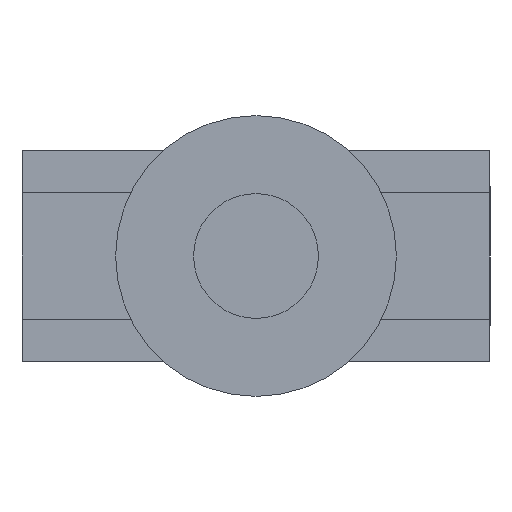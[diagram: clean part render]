
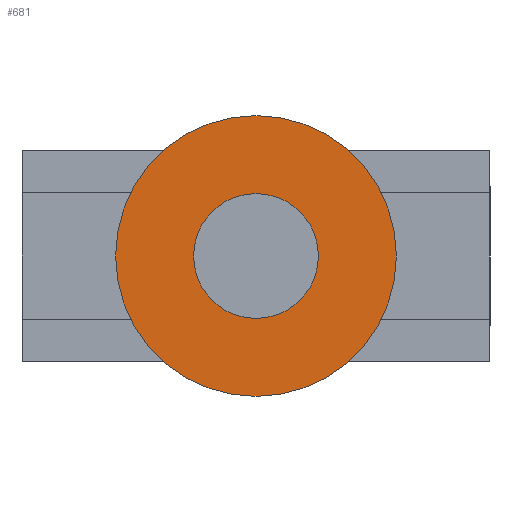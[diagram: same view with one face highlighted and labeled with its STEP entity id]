
A CAD part, left-side view. The second image highlights one B-rep face of the part: STEP entity #681.
In plain terms, the highlighted planar face has unit normal (-1, 0, 0).
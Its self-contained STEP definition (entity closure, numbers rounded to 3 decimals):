
#119=PLANE($,#751);
#156=FACE_BOUND($,#251,.T.);
#192=FACE_OUTER_BOUND($,#250,.T.);
#250=EDGE_LOOP($,(#484));
#251=EDGE_LOOP($,(#485));
#305=CIRCLE($,#746,3.35);
#307=CIRCLE($,#749,9.);
#331=VERTEX_POINT($,#1026);
#333=VERTEX_POINT($,#1031);
#391=EDGE_CURVE($,#331,#331,#305,.T.);
#393=EDGE_CURVE($,#333,#333,#307,.T.);
#484=ORIENTED_EDGE($,*,*,#393,.F.);
#485=ORIENTED_EDGE($,*,*,#391,.T.);
#681=ADVANCED_FACE($,(#192,#156),#119,.F.);
#746=AXIS2_PLACEMENT_3D($,#1027,#844,#845);
#749=AXIS2_PLACEMENT_3D($,#1032,#850,#851);
#751=AXIS2_PLACEMENT_3D($,#1035,#854,#855);
#844=DIRECTION('center_axis',(1.,0.,0.));
#845=DIRECTION('ref_axis',(0.,0.,
-1.));
#850=DIRECTION('center_axis',(1.,0.,0.));
#851=DIRECTION('ref_axis',(0.,0.,
-1.));
#854=DIRECTION('center_axis',(1.,0.,0.));
#855=DIRECTION('ref_axis',(0.,0.,-1.));
#1026=CARTESIAN_POINT('',(19.,0.,3.35));
#1027=CARTESIAN_POINT('Origin',(19.,0.,0.));
#1031=CARTESIAN_POINT('',(19.,0.,9.));
#1032=CARTESIAN_POINT('Origin',(19.,0.,0.));
#1035=CARTESIAN_POINT('Origin',(19.,0.,0.));
